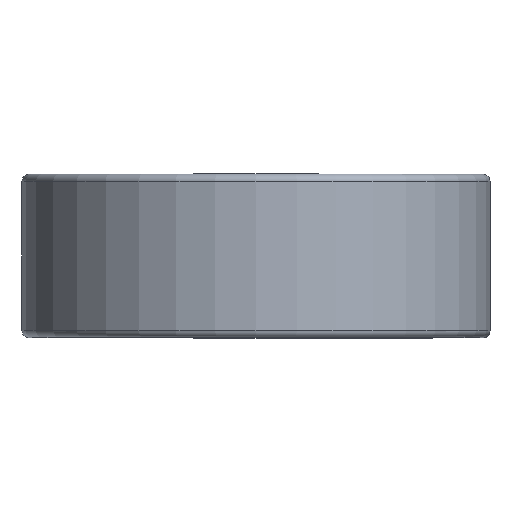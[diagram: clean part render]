
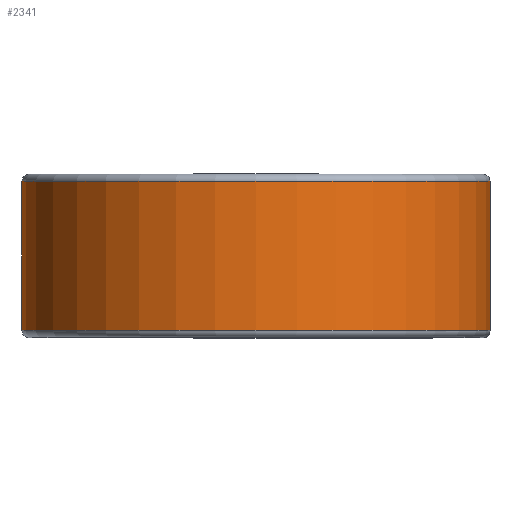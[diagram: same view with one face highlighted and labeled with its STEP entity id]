
A CAD part, top view. The second image highlights one B-rep face of the part: STEP entity #2341.
In plain terms, the highlighted cylindrical face has radius 25.032 mm (diameter 50.063 mm), a partial arc.
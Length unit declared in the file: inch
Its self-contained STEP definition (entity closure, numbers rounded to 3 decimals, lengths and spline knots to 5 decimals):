
#64 = LINE ( 'NONE', #2281, #324 ) ;
#96 = DIRECTION ( 'NONE',  ( 0., -1., 0. ) ) ;
#130 = CARTESIAN_POINT ( 'NONE',  ( 0., 0.3125, 0. ) ) ;
#146 = EDGE_CURVE ( 'NONE', #1506, #928, #1023, .T. ) ;
#324 = VECTOR ( 'NONE', #1144, 39.37008 ) ;
#328 = CARTESIAN_POINT ( 'NONE',  ( 0., 0.31375, -0.9855 ) ) ;
#433 = CARTESIAN_POINT ( 'NONE',  ( 0., 0.31375, 0. ) ) ;
#472 = AXIS2_PLACEMENT_3D ( 'NONE', #1289, #96, #1469 ) ;
#620 = DIRECTION ( 'NONE',  ( 0., 0., -1. ) ) ;
#675 = AXIS2_PLACEMENT_3D ( 'NONE', #130, #1501, #2428 ) ;
#840 = CARTESIAN_POINT ( 'NONE',  ( 0.9855, 0.31375, 0. ) ) ;
#914 = VERTEX_POINT ( 'NONE', #840 ) ;
#928 = VERTEX_POINT ( 'NONE', #1895 ) ;
#1023 = LINE ( 'NONE', #328, #2160 ) ;
#1144 = DIRECTION ( 'NONE',  ( 0., 1., 0. ) ) ;
#1145 = ORIENTED_EDGE ( 'NONE', *, *, #1831, .T. ) ;
#1200 = EDGE_LOOP ( 'NONE', ( #1145, #1763, #1588, #1582 ) ) ;
#1277 = CARTESIAN_POINT ( 'NONE',  ( 0., -0.31375, -0.9855 ) ) ;
#1289 = CARTESIAN_POINT ( 'NONE',  ( 0., -0.31375, 0. ) ) ;
#1443 = DIRECTION ( 'NONE',  ( 0., 1., 0. ) ) ;
#1469 = DIRECTION ( 'NONE',  ( 0., 0., -1. ) ) ;
#1501 = DIRECTION ( 'NONE',  ( 0., -1., 0. ) ) ;
#1506 = VERTEX_POINT ( 'NONE', #1277 ) ;
#1582 = ORIENTED_EDGE ( 'NONE', *, *, #2262, .F. ) ;
#1588 = ORIENTED_EDGE ( 'NONE', *, *, #146, .F. ) ;
#1700 = CARTESIAN_POINT ( 'NONE',  ( 0.9855, -0.31375, 0. ) ) ;
#1720 = CIRCLE ( 'NONE', #2465, 0.9855 ) ;
#1763 = ORIENTED_EDGE ( 'NONE', *, *, #2052, .T. ) ;
#1779 = DIRECTION ( 'NONE',  ( 0., -1., 0. ) ) ;
#1807 = CYLINDRICAL_SURFACE ( 'NONE', #675, 0.9855 ) ;
#1831 = EDGE_CURVE ( 'NONE', #2386, #914, #64, .T. ) ;
#1895 = CARTESIAN_POINT ( 'NONE',  ( 0., 0.31375, -0.9855 ) ) ;
#2046 = CIRCLE ( 'NONE', #472, 0.9855 ) ;
#2052 = EDGE_CURVE ( 'NONE', #914, #928, #1720, .T. ) ;
#2160 = VECTOR ( 'NONE', #1443, 39.37008 ) ;
#2262 = EDGE_CURVE ( 'NONE', #2386, #1506, #2046, .T. ) ;
#2281 = CARTESIAN_POINT ( 'NONE',  ( 0.9855, 0.31375, 0. ) ) ;
#2341 = ADVANCED_FACE ( 'NONE', ( #2363 ), #1807, .T. ) ;
#2363 = FACE_OUTER_BOUND ( 'NONE', #1200, .T. ) ;
#2386 = VERTEX_POINT ( 'NONE', #1700 ) ;
#2428 = DIRECTION ( 'NONE',  ( 0., 0., -1. ) ) ;
#2465 = AXIS2_PLACEMENT_3D ( 'NONE', #433, #1779, #620 ) ;
